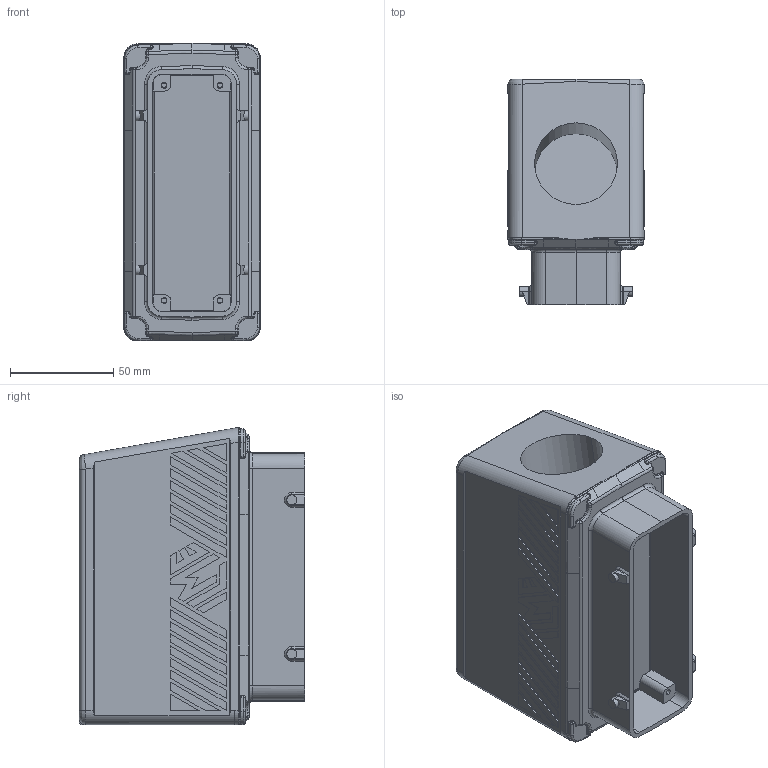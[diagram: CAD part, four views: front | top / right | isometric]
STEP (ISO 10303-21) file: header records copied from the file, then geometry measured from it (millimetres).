
FILE_DESCRIPTION(('CoCreate Modeling STEP Export'),'2;1');
FILE_NAME('MBO 24.40.stp','2011-04-11T16:01:37',(''),(''),'CoCreate Modeling STEP processor for AP214 (Solid Model)','CoCreate Modeling 16.00A 16-Aug-2008 (C) Parametric Technology GmbH','');
FILE_SCHEMA(('AUTOMOTIVE_DESIGN { 1 0 10303 214 1 1 1 1 }'));
Products named in the file (2): 53848
Assembly tree (1 placements, depth 2):
  53848
    53848
Bounding box: 66.01 x 108.97 x 143.75 mm (x, y, z)
Volume: 719454.5 mm3; surface area: 71363.9 mm2
Topology: 1 solids, 1 shells, 690 faces, 1697 edges, 1054 vertices
Faces by surface type: plane 376, bspline 154, cylinder 124, sphere 12, torus 12, cone 12
Entity records: 47165 total; most frequent: CARTESIAN_POINT 31917, ORIENTED_EDGE 3386, DIRECTION 2618, EDGE_CURVE 1691, VECTOR 1062, LINE 1062, VERTEX_POINT 1054, AXIS2_PLACEMENT_3D 778
